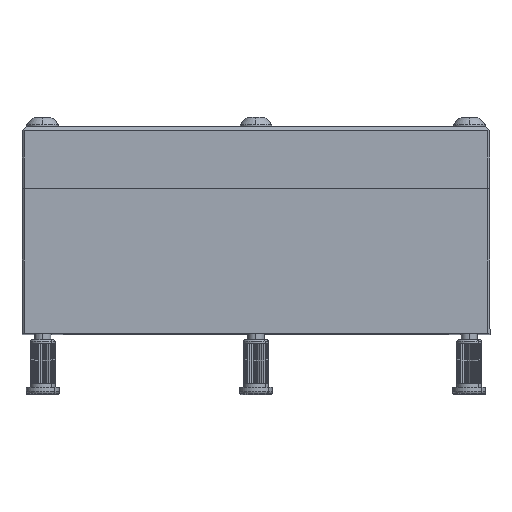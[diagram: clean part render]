
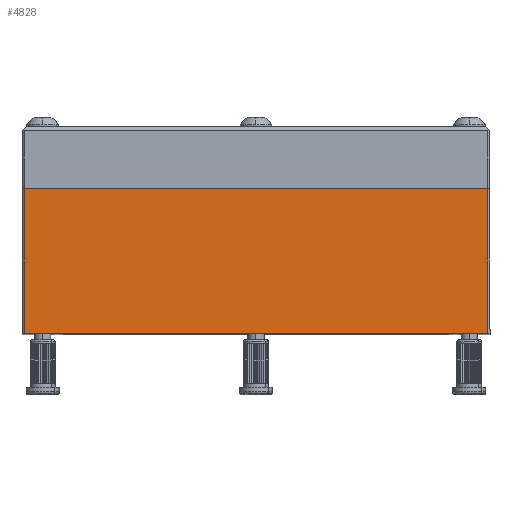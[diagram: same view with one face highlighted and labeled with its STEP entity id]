
A CAD part, top view. The second image highlights one B-rep face of the part: STEP entity #4828.
In plain terms, the highlighted face is planar.
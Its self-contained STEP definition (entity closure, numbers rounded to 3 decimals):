
#76 = EDGE_CURVE ( 'NONE', #6306, #2428, #7295, .T. ) ;
#340 = CARTESIAN_POINT ( 'NONE',  ( 56., 0., -5. ) ) ;
#392 = LINE ( 'NONE', #1575, #3414 ) ;
#401 = CARTESIAN_POINT ( 'NONE',  ( -56., 35., -5. ) ) ;
#671 = DIRECTION ( 'NONE',  ( -1., 0., 0. ) ) ;
#951 = DIRECTION ( 'NONE',  ( 0., 1., 0. ) ) ;
#1040 = PLANE ( 'NONE',  #3993 ) ;
#1164 = CARTESIAN_POINT ( 'NONE',  ( -56.5, 0., -5. ) ) ;
#1201 = CARTESIAN_POINT ( 'NONE',  ( 56., 35., -5. ) ) ;
#1277 = CARTESIAN_POINT ( 'NONE',  ( 56., 35., -5. ) ) ;
#1382 = VECTOR ( 'NONE', #2660, 1000. ) ;
#1575 = CARTESIAN_POINT ( 'NONE',  ( -56., 35., -5. ) ) ;
#2233 = ORIENTED_EDGE ( 'NONE', *, *, #6553, .T. ) ;
#2428 = VERTEX_POINT ( 'NONE', #3865 ) ;
#2660 = DIRECTION ( 'NONE',  ( 0., -1., 0. ) ) ;
#2676 = EDGE_LOOP ( 'NONE', ( #3272, #4009, #3193, #2233 ) ) ;
#3193 = ORIENTED_EDGE ( 'NONE', *, *, #76, .T. ) ;
#3272 = ORIENTED_EDGE ( 'NONE', *, *, #5331, .F. ) ;
#3414 = VECTOR ( 'NONE', #951, 1000. ) ;
#3468 = LINE ( 'NONE', #1277, #1382 ) ;
#3469 = DIRECTION ( 'NONE',  ( 0., 0., 1. ) ) ;
#3723 = LINE ( 'NONE', #6651, #6970 ) ;
#3865 = CARTESIAN_POINT ( 'NONE',  ( -56., 0., -5. ) ) ;
#3993 = AXIS2_PLACEMENT_3D ( 'NONE', #6567, #3469, #7717 ) ;
#4009 = ORIENTED_EDGE ( 'NONE', *, *, #4011, .T. ) ;
#4011 = EDGE_CURVE ( 'NONE', #7469, #6306, #3468, .T. ) ;
#4828 = ADVANCED_FACE ( 'NONE', ( #6502 ), #1040, .F. ) ;
#5331 = EDGE_CURVE ( 'NONE', #7469, #7133, #3723, .T. ) ;
#5674 = VECTOR ( 'NONE', #6110, 1000. ) ;
#6110 = DIRECTION ( 'NONE',  ( -1., 0., 0. ) ) ;
#6306 = VERTEX_POINT ( 'NONE', #340 ) ;
#6502 = FACE_OUTER_BOUND ( 'NONE', #2676, .T. ) ;
#6553 = EDGE_CURVE ( 'NONE', #2428, #7133, #392, .T. ) ;
#6567 = CARTESIAN_POINT ( 'NONE',  ( -56.5, 35., -5. ) ) ;
#6651 = CARTESIAN_POINT ( 'NONE',  ( -56.5, 35., -5. ) ) ;
#6970 = VECTOR ( 'NONE', #671, 1000. ) ;
#7133 = VERTEX_POINT ( 'NONE', #401 ) ;
#7295 = LINE ( 'NONE', #1164, #5674 ) ;
#7469 = VERTEX_POINT ( 'NONE', #1201 ) ;
#7717 = DIRECTION ( 'NONE',  ( 1., 0., 0. ) ) ;
